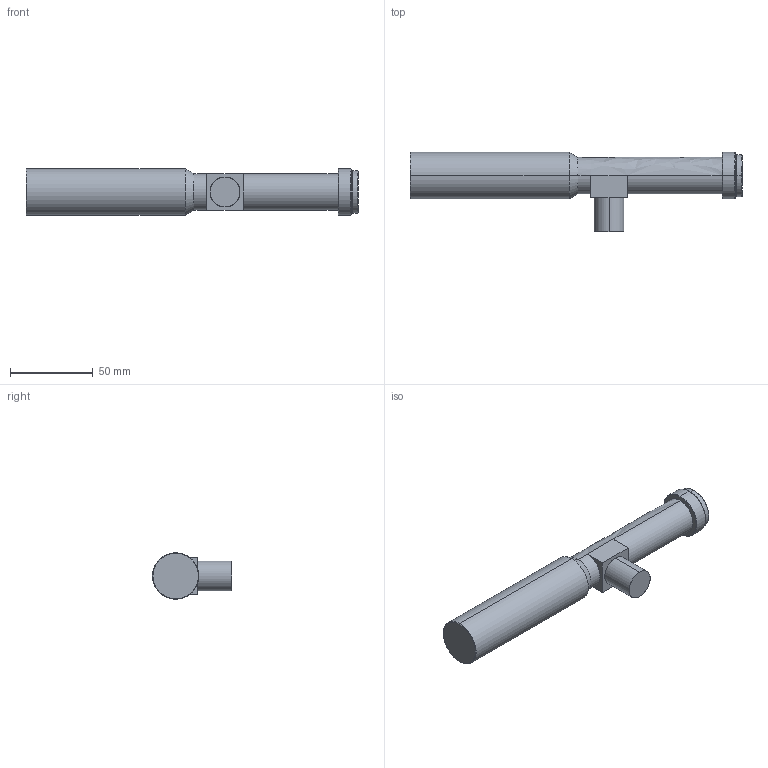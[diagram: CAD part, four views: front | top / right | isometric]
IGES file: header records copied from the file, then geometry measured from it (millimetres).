
Start section: SolidWorks IGES file using analytic representation for surfaces
Global section: file name: WH10-565C-118 IGESﾍｼ.IGS,; native system: SolidWorks 2014; preprocessor: SolidWorks 2014; author: 16255; date: 191029.163629; units: millimetre
Bounding box: 200.2 x 47.7 x 28 mm (x, y, z)
Surface area: 19092.2 mm2 (no closed solid volume)
Topology: 0 solids, 0 shells, 34 faces, 466 edges, 466 vertices
Faces by surface type: revolution 23, bspline 11
